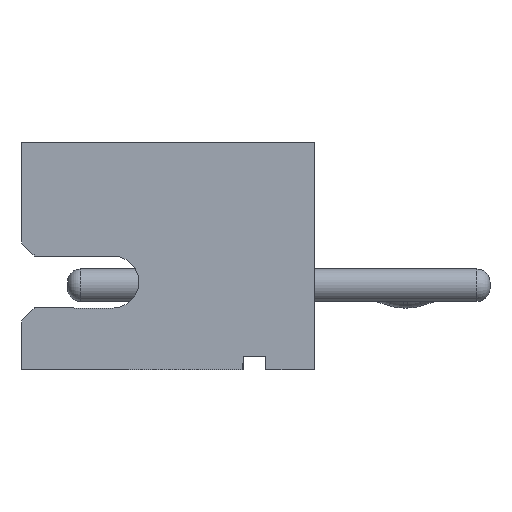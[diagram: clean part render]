
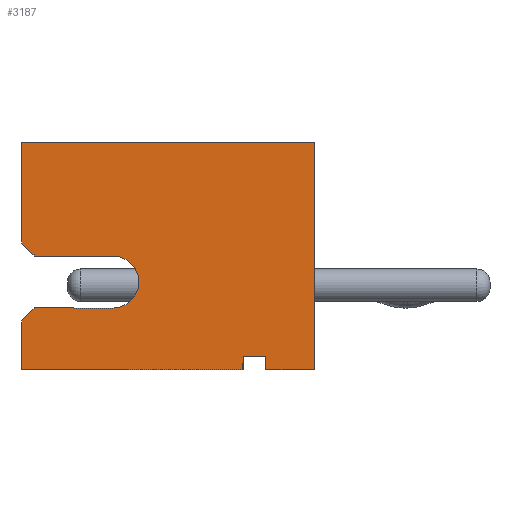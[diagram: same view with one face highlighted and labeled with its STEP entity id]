
A CAD part, left-side view. The second image highlights one B-rep face of the part: STEP entity #3187.
In plain terms, the highlighted planar face has unit normal (-1, 0, 0).
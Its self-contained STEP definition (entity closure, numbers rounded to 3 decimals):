
#2 = VECTOR ( 'NONE', #211, 1000. ) ;
#28 = EDGE_CURVE ( 'NONE', #3119, #775, #3272, .T. ) ;
#45 = EDGE_LOOP ( 'NONE', ( #3679, #1366, #987, #696, #302, #1007, #1453, #1342, #655, #2143, #1151, #632, #245, #251 ) ) ;
#90 = DIRECTION ( 'NONE',  ( 0., -1., 0. ) ) ;
#168 = CARTESIAN_POINT ( 'NONE',  ( -3., 4.3, 0. ) ) ;
#176 = EDGE_CURVE ( 'NONE', #3075, #2417, #2370, .T. ) ;
#211 = DIRECTION ( 'NONE',  ( 0., -0.707, -0.707 ) ) ;
#234 = VERTEX_POINT ( 'NONE', #3617 ) ;
#243 = VECTOR ( 'NONE', #3652, 1000. ) ;
#245 = ORIENTED_EDGE ( 'NONE', *, *, #3611, .T. ) ;
#251 = ORIENTED_EDGE ( 'NONE', *, *, #3717, .T. ) ;
#302 = ORIENTED_EDGE ( 'NONE', *, *, #881, .T. ) ;
#313 = CARTESIAN_POINT ( 'NONE',  ( -3., 4.3, -0.8 ) ) ;
#332 = LINE ( 'NONE', #3040, #1116 ) ;
#396 = CARTESIAN_POINT ( 'NONE',  ( -3., 0., -1.75 ) ) ;
#446 = FACE_OUTER_BOUND ( 'NONE', #45, .T. ) ;
#488 = VECTOR ( 'NONE', #90, 1000. ) ;
#582 = DIRECTION ( 'NONE',  ( 1., 0., 0. ) ) ;
#594 = DIRECTION ( 'NONE',  ( 0., 0., 1. ) ) ;
#597 = CARTESIAN_POINT ( 'NONE',  ( -3., 3.1, 0. ) ) ;
#628 = CARTESIAN_POINT ( 'NONE',  ( -3., 0.75, -1.75 ) ) ;
#632 = ORIENTED_EDGE ( 'NONE', *, *, #28, .T. ) ;
#640 = EDGE_CURVE ( 'NONE', #2218, #2367, #929, .T. ) ;
#655 = ORIENTED_EDGE ( 'NONE', *, *, #640, .T. ) ;
#689 = VECTOR ( 'NONE', #2078, 1000. ) ;
#696 = ORIENTED_EDGE ( 'NONE', *, *, #3060, .T. ) ;
#700 = CARTESIAN_POINT ( 'NONE',  ( -3., 1.1, -1.75 ) ) ;
#720 = CARTESIAN_POINT ( 'NONE',  ( -3., 4.5, 0.2 ) ) ;
#729 = EDGE_CURVE ( 'NONE', #1066, #1176, #3365, .T. ) ;
#775 = VERTEX_POINT ( 'NONE', #1955 ) ;
#881 = EDGE_CURVE ( 'NONE', #3414, #3075, #1107, .T. ) ;
#888 = DIRECTION ( 'NONE',  ( 0., 0., -1. ) ) ;
#925 = CARTESIAN_POINT ( 'NONE',  ( -3., 4.5, 0.2 ) ) ;
#929 = LINE ( 'NONE', #1782, #488 ) ;
#983 = LINE ( 'NONE', #2603, #1657 ) ;
#987 = ORIENTED_EDGE ( 'NONE', *, *, #729, .T. ) ;
#1007 = ORIENTED_EDGE ( 'NONE', *, *, #176, .T. ) ;
#1048 = CARTESIAN_POINT ( 'NONE',  ( -3., 0.75, -1.55 ) ) ;
#1066 = VERTEX_POINT ( 'NONE', #925 ) ;
#1107 = CIRCLE ( 'NONE', #3017, 0.4 ) ;
#1116 = VECTOR ( 'NONE', #3341, 1000. ) ;
#1129 = LINE ( 'NONE', #2970, #1543 ) ;
#1130 = AXIS2_PLACEMENT_3D ( 'NONE', #3420, #2229, #2510 ) ;
#1151 = ORIENTED_EDGE ( 'NONE', *, *, #2421, .T. ) ;
#1176 = VERTEX_POINT ( 'NONE', #1994 ) ;
#1245 = EDGE_CURVE ( 'NONE', #2218, #2945, #2869, .T. ) ;
#1342 = ORIENTED_EDGE ( 'NONE', *, *, #1245, .F. ) ;
#1355 = CARTESIAN_POINT ( 'NONE',  ( -3., 4.5, 1.75 ) ) ;
#1366 = ORIENTED_EDGE ( 'NONE', *, *, #3765, .T. ) ;
#1451 = CARTESIAN_POINT ( 'NONE',  ( -3., 4.5, 1.75 ) ) ;
#1453 = ORIENTED_EDGE ( 'NONE', *, *, #2551, .T. ) ;
#1526 = VERTEX_POINT ( 'NONE', #1355 ) ;
#1543 = VECTOR ( 'NONE', #2742, 1000. ) ;
#1573 = CARTESIAN_POINT ( 'NONE',  ( -3., 1.1, -1.55 ) ) ;
#1657 = VECTOR ( 'NONE', #3178, 1000. ) ;
#1710 = VECTOR ( 'NONE', #3811, 1000. ) ;
#1782 = CARTESIAN_POINT ( 'NONE',  ( -3., 4.5, -1.75 ) ) ;
#1796 = LINE ( 'NONE', #313, #2524 ) ;
#1951 = PLANE ( 'NONE',  #1130 ) ;
#1955 = CARTESIAN_POINT ( 'NONE',  ( -3., 0.75, -1.75 ) ) ;
#1994 = CARTESIAN_POINT ( 'NONE',  ( -3., 4.3, 0. ) ) ;
#2047 = CARTESIAN_POINT ( 'NONE',  ( -3., 4.5, -1.75 ) ) ;
#2061 = DIRECTION ( 'NONE',  ( 0., 0., -1. ) ) ;
#2078 = DIRECTION ( 'NONE',  ( 0., 0., 1. ) ) ;
#2125 = CARTESIAN_POINT ( 'NONE',  ( -3., 4.5, -1. ) ) ;
#2143 = ORIENTED_EDGE ( 'NONE', *, *, #2257, .T. ) ;
#2218 = VERTEX_POINT ( 'NONE', #3361 ) ;
#2229 = DIRECTION ( 'NONE',  ( 1., 0., 0. ) ) ;
#2257 = EDGE_CURVE ( 'NONE', #2367, #3724, #1129, .T. ) ;
#2367 = VERTEX_POINT ( 'NONE', #700 ) ;
#2370 = LINE ( 'NONE', #2745, #243 ) ;
#2384 = CARTESIAN_POINT ( 'NONE',  ( -3., 4.3, -0.8 ) ) ;
#2417 = VERTEX_POINT ( 'NONE', #2384 ) ;
#2421 = EDGE_CURVE ( 'NONE', #3724, #3119, #983, .T. ) ;
#2439 = LINE ( 'NONE', #3269, #2758 ) ;
#2510 = DIRECTION ( 'NONE',  ( 0., 0., -1. ) ) ;
#2524 = VECTOR ( 'NONE', #3260, 1000. ) ;
#2551 = EDGE_CURVE ( 'NONE', #2417, #2945, #1796, .T. ) ;
#2603 = CARTESIAN_POINT ( 'NONE',  ( -3., 1.1, -1.55 ) ) ;
#2742 = DIRECTION ( 'NONE',  ( 0., 0., 1. ) ) ;
#2745 = CARTESIAN_POINT ( 'NONE',  ( -3., 3.1, -0.8 ) ) ;
#2758 = VECTOR ( 'NONE', #2061, 1000. ) ;
#2770 = VECTOR ( 'NONE', #3129, 1000. ) ;
#2803 = LINE ( 'NONE', #168, #2770 ) ;
#2824 = CARTESIAN_POINT ( 'NONE',  ( -3., 3.1, -0.8 ) ) ;
#2869 = LINE ( 'NONE', #1451, #3776 ) ;
#2945 = VERTEX_POINT ( 'NONE', #2125 ) ;
#2950 = CARTESIAN_POINT ( 'NONE',  ( -3., 0., 1.75 ) ) ;
#2970 = CARTESIAN_POINT ( 'NONE',  ( -3., 1.1, -1.75 ) ) ;
#2976 = DIRECTION ( 'NONE',  ( 0., 0., -1. ) ) ;
#3017 = AXIS2_PLACEMENT_3D ( 'NONE', #3486, #582, #888 ) ;
#3040 = CARTESIAN_POINT ( 'NONE',  ( -3., 4.5, 1.75 ) ) ;
#3060 = EDGE_CURVE ( 'NONE', #1176, #3414, #2803, .T. ) ;
#3069 = VECTOR ( 'NONE', #2976, 1000. ) ;
#3075 = VERTEX_POINT ( 'NONE', #2824 ) ;
#3119 = VERTEX_POINT ( 'NONE', #1048 ) ;
#3129 = DIRECTION ( 'NONE',  ( 0., -1., 0. ) ) ;
#3178 = DIRECTION ( 'NONE',  ( 0., -1., 0. ) ) ;
#3187 = ADVANCED_FACE ( 'NONE', ( #446 ), #1951, .F. ) ;
#3191 = LINE ( 'NONE', #2047, #1710 ) ;
#3260 = DIRECTION ( 'NONE',  ( 0., 0.707, -0.707 ) ) ;
#3269 = CARTESIAN_POINT ( 'NONE',  ( -3., 4.5, 1.75 ) ) ;
#3272 = LINE ( 'NONE', #628, #3069 ) ;
#3341 = DIRECTION ( 'NONE',  ( 0., 1., 0. ) ) ;
#3361 = CARTESIAN_POINT ( 'NONE',  ( -3., 4.5, -1.75 ) ) ;
#3363 = LINE ( 'NONE', #2950, #689 ) ;
#3365 = LINE ( 'NONE', #720, #2 ) ;
#3414 = VERTEX_POINT ( 'NONE', #597 ) ;
#3420 = CARTESIAN_POINT ( 'NONE',  ( -3., 0., 0. ) ) ;
#3452 = EDGE_CURVE ( 'NONE', #234, #1526, #332, .T. ) ;
#3486 = CARTESIAN_POINT ( 'NONE',  ( -3., 3.1, -0.4 ) ) ;
#3611 = EDGE_CURVE ( 'NONE', #775, #3778, #3191, .T. ) ;
#3617 = CARTESIAN_POINT ( 'NONE',  ( -3., 0., 1.75 ) ) ;
#3652 = DIRECTION ( 'NONE',  ( 0., 1., 0. ) ) ;
#3679 = ORIENTED_EDGE ( 'NONE', *, *, #3452, .T. ) ;
#3717 = EDGE_CURVE ( 'NONE', #3778, #234, #3363, .T. ) ;
#3724 = VERTEX_POINT ( 'NONE', #1573 ) ;
#3765 = EDGE_CURVE ( 'NONE', #1526, #1066, #2439, .T. ) ;
#3776 = VECTOR ( 'NONE', #594, 1000. ) ;
#3778 = VERTEX_POINT ( 'NONE', #396 ) ;
#3811 = DIRECTION ( 'NONE',  ( 0., -1., 0. ) ) ;
